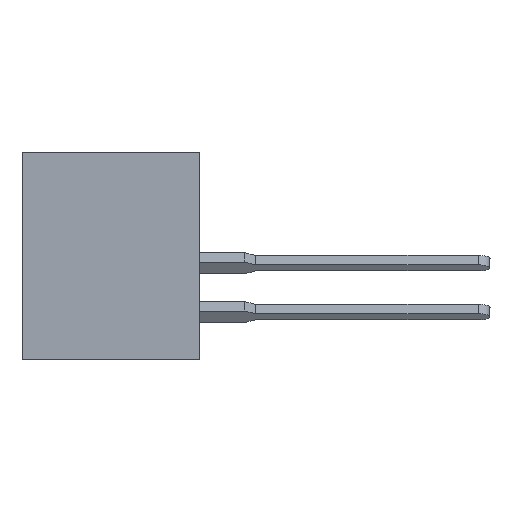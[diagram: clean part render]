
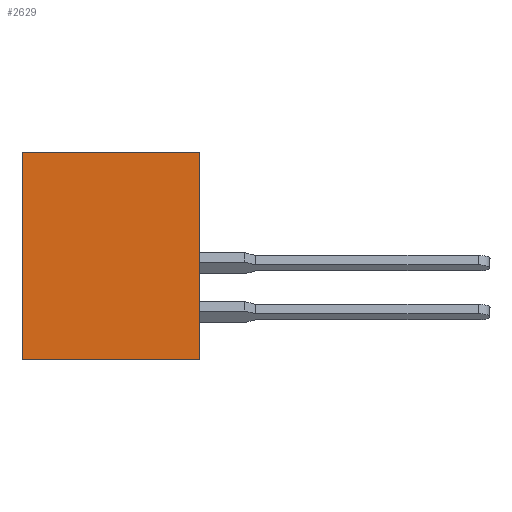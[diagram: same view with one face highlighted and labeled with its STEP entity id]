
A CAD part, left-side view. The second image highlights one B-rep face of the part: STEP entity #2629.
In plain terms, the highlighted planar face has unit normal (-1, 0, 0).
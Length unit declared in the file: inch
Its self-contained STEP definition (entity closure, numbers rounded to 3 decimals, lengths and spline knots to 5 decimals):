
#166 = CARTESIAN_POINT ( 'NONE',  ( 0., 0.453, 0. ) ) ;
#188 = CARTESIAN_POINT ( 'NONE',  ( 0., 0.453, 0. ) ) ;
#1024 = VECTOR ( 'NONE', #15463, 39.37008 ) ;
#1582 = DIRECTION ( 'NONE',  ( 0., 0., 1. ) ) ;
#1640 = DIRECTION ( 'NONE',  ( 1., 0., 0. ) ) ;
#1878 = DIRECTION ( 'NONE',  ( 0., -1., 0. ) ) ;
#2009 = VECTOR ( 'NONE', #1582, 39.37008 ) ;
#2416 = VERTEX_POINT ( 'NONE', #13620 ) ;
#2526 = VECTOR ( 'NONE', #1878, 39.37008 ) ;
#2629 = ADVANCED_FACE ( 'NONE', ( #7890 ), #6741, .F. ) ;
#2657 = ORIENTED_EDGE ( 'NONE', *, *, #15642, .T. ) ;
#3023 = DIRECTION ( 'NONE',  ( 0., 0., -1. ) ) ;
#3146 = ORIENTED_EDGE ( 'NONE', *, *, #9396, .F. ) ;
#3239 = EDGE_LOOP ( 'NONE', ( #9080, #14124, #3146, #2657 ) ) ;
#3341 = EDGE_CURVE ( 'NONE', #8088, #3843, #12183, .T. ) ;
#3843 = VERTEX_POINT ( 'NONE', #11917 ) ;
#6015 = CARTESIAN_POINT ( 'NONE',  ( 0., 0., -0.531 ) ) ;
#6741 = PLANE ( 'NONE',  #8363 ) ;
#7472 = VECTOR ( 'NONE', #9562, 39.37008 ) ;
#7890 = FACE_OUTER_BOUND ( 'NONE', #3239, .T. ) ;
#8088 = VERTEX_POINT ( 'NONE', #188 ) ;
#8363 = AXIS2_PLACEMENT_3D ( 'NONE', #9016, #1640, #3023 ) ;
#9016 = CARTESIAN_POINT ( 'NONE',  ( 0., 0.453, 0. ) ) ;
#9034 = LINE ( 'NONE', #13666, #2009 ) ;
#9080 = ORIENTED_EDGE ( 'NONE', *, *, #14323, .T. ) ;
#9396 = EDGE_CURVE ( 'NONE', #2416, #8088, #10668, .T. ) ;
#9405 = CARTESIAN_POINT ( 'NONE',  ( 0., 0.453, 0. ) ) ;
#9562 = DIRECTION ( 'NONE',  ( 0., 0., 1. ) ) ;
#10668 = LINE ( 'NONE', #166, #7472 ) ;
#11684 = CARTESIAN_POINT ( 'NONE',  ( 0., 0.453, -0.531 ) ) ;
#11908 = VERTEX_POINT ( 'NONE', #6015 ) ;
#11917 = CARTESIAN_POINT ( 'NONE',  ( 0., 0., 0. ) ) ;
#12183 = LINE ( 'NONE', #9405, #1024 ) ;
#12384 = LINE ( 'NONE', #11684, #2526 ) ;
#13620 = CARTESIAN_POINT ( 'NONE',  ( 0., 0.453, -0.531 ) ) ;
#13666 = CARTESIAN_POINT ( 'NONE',  ( 0., 0., 0. ) ) ;
#14124 = ORIENTED_EDGE ( 'NONE', *, *, #3341, .F. ) ;
#14323 = EDGE_CURVE ( 'NONE', #11908, #3843, #9034, .T. ) ;
#15463 = DIRECTION ( 'NONE',  ( 0., -1., 0. ) ) ;
#15642 = EDGE_CURVE ( 'NONE', #2416, #11908, #12384, .T. ) ;
